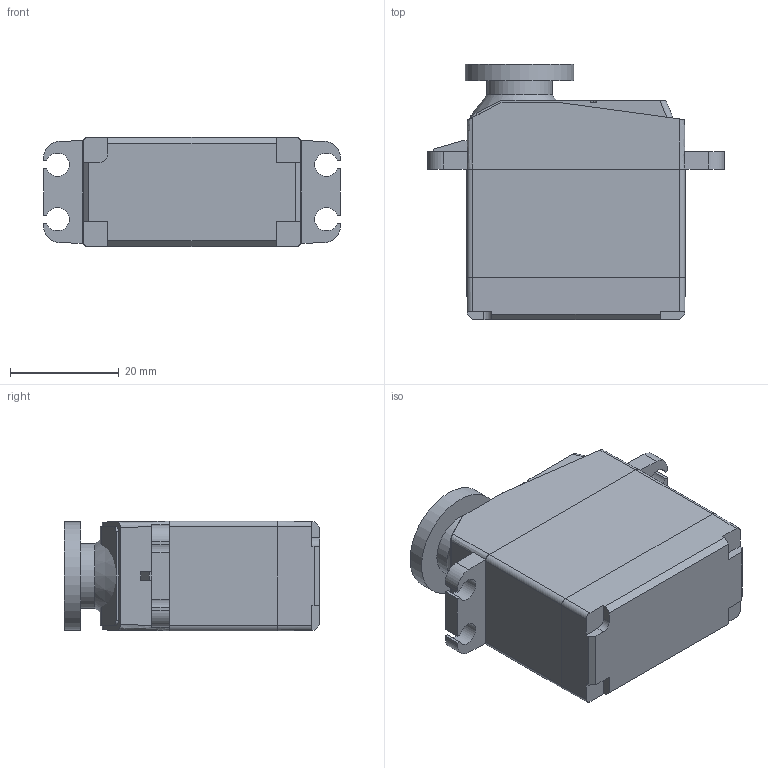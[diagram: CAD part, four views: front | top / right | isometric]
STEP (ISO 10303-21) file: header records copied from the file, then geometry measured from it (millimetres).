
FILE_DESCRIPTION(/* description */ (''),/* implementation_level */ '2;1');
FILE_NAME(/* name */ 'DS3218MG.step',/* time_stamp */ '2020-08-06T22:32:18+01:00',/* author */ (''),/* organization */ (''),/* preprocessor_version */ 'ST-DEVELOPER v18.1',/* originating_system */ 'Autodesk Translation Framework v9.3.0.1241',/* authorisation */ '');
FILE_SCHEMA (('AUTOMOTIVE_DESIGN { 1 0 10303 214 3 1 1 }'));
Length unit declared in the file: millimetre
Products named in the file (1): (Non enregistré)
Bounding box: 54.67 x 47 x 20.2 mm (x, y, z)
Volume: 34331.5 mm3; surface area: 11574.5 mm2
Topology: 5 solids, 5 shells, 118 faces, 322 edges, 214 vertices
Faces by surface type: plane 80, cylinder 31, bspline 6, cone 1
Full cylindrical faces by diameter (mm): 12 x2, 20 x1
Entity records: 3930 total; most frequent: CARTESIAN_POINT 841, ORIENTED_EDGE 644, DIRECTION 608, EDGE_CURVE 322, LINE 238, VECTOR 238, VERTEX_POINT 214, AXIS2_PLACEMENT_3D 185
